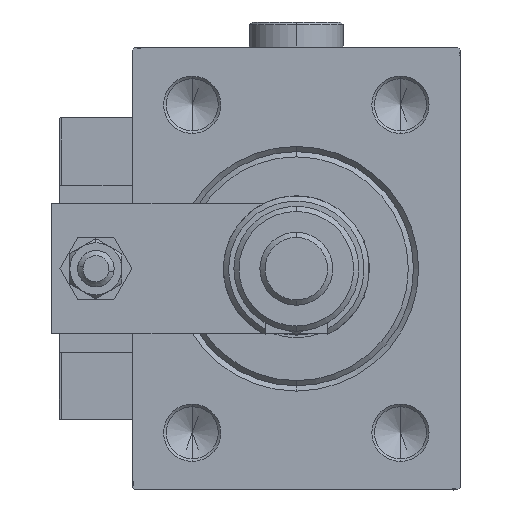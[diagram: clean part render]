
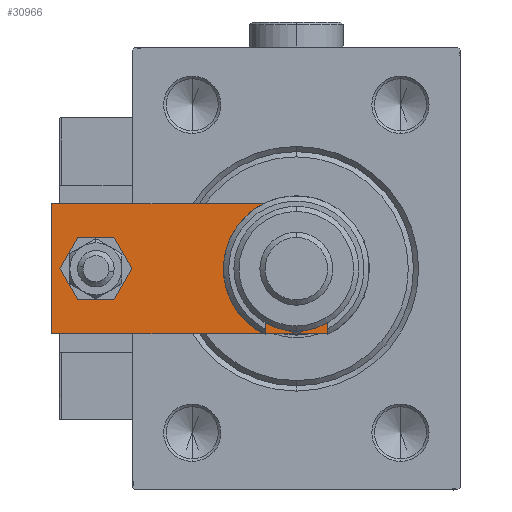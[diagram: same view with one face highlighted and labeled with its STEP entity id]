
A CAD part, left-side view. The second image highlights one B-rep face of the part: STEP entity #30966.
In plain terms, the highlighted face is planar.
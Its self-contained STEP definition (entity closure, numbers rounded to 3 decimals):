
#286 = VERTEX_POINT ( 'NONE', #18899 ) ;
#442 = CARTESIAN_POINT ( 'NONE',  ( -12.5, 60., 6. ) ) ;
#1778 = DIRECTION ( 'NONE',  ( 0., -1., 0. ) ) ;
#2297 = CIRCLE ( 'NONE', #36180, 4. ) ;
#2971 = CIRCLE ( 'NONE', #10097, 4. ) ;
#3734 = CARTESIAN_POINT ( 'NONE',  ( -2.75, -2.75, 6. ) ) ;
#4379 = DIRECTION ( 'NONE',  ( -1., 0., 0. ) ) ;
#4650 = CARTESIAN_POINT ( 'NONE',  ( 12.5, 60., 6. ) ) ;
#4743 = ORIENTED_EDGE ( 'NONE', *, *, #25697, .T. ) ;
#4819 = CARTESIAN_POINT ( 'NONE',  ( -12.5, 7., 6. ) ) ;
#4935 = VERTEX_POINT ( 'NONE', #18961 ) ;
#5112 = DIRECTION ( 'NONE',  ( 0., 0., 1. ) ) ;
#5317 = LINE ( 'NONE', #3734, #26191 ) ;
#5419 = VERTEX_POINT ( 'NONE', #50426 ) ;
#6807 = FACE_OUTER_BOUND ( 'NONE', #18859, .T. ) ;
#8045 = LINE ( 'NONE', #25090, #40712 ) ;
#9575 = VECTOR ( 'NONE', #1778, 1000. ) ;
#10097 = AXIS2_PLACEMENT_3D ( 'NONE', #15504, #35900, #39838 ) ;
#12873 = EDGE_CURVE ( 'NONE', #54417, #15390, #22501, .T. ) ;
#13252 = CARTESIAN_POINT ( 'NONE',  ( 0., 51.5, 6. ) ) ;
#14171 = EDGE_CURVE ( 'NONE', #39096, #29374, #2971, .T. ) ;
#14511 = EDGE_CURVE ( 'NONE', #286, #5419, #42590, .T. ) ;
#15155 = DIRECTION ( 'NONE',  ( 1., 0., 0. ) ) ;
#15390 = VERTEX_POINT ( 'NONE', #442 ) ;
#15453 = DIRECTION ( 'NONE',  ( 0., 0., 1. ) ) ;
#15504 = CARTESIAN_POINT ( 'NONE',  ( 0., 51.5, 6. ) ) ;
#16004 = VERTEX_POINT ( 'NONE', #21197 ) ;
#16006 = FACE_BOUND ( 'NONE', #52183, .T. ) ;
#17842 = ORIENTED_EDGE ( 'NONE', *, *, #40822, .F. ) ;
#18115 = EDGE_CURVE ( 'NONE', #4935, #286, #49217, .T. ) ;
#18859 = EDGE_LOOP ( 'NONE', ( #4743, #30197, #47453, #34333, #37553, #30694 ) ) ;
#18899 = CARTESIAN_POINT ( 'NONE',  ( 5.5, 0., 6. ) ) ;
#18961 = CARTESIAN_POINT ( 'NONE',  ( -5.5, 0., 6. ) ) ;
#19251 = AXIS2_PLACEMENT_3D ( 'NONE', #36621, #45279, #41363 ) ;
#21197 = CARTESIAN_POINT ( 'NONE',  ( -8.25, 13., 6. ) ) ;
#21624 = CARTESIAN_POINT ( 'NONE',  ( 2.75, -2.75, 6. ) ) ;
#21839 = EDGE_CURVE ( 'NONE', #29374, #39096, #2297, .T. ) ;
#22145 = DIRECTION ( 'NONE',  ( 1., 0., 0. ) ) ;
#22501 = LINE ( 'NONE', #4650, #45700 ) ;
#23848 = FACE_BOUND ( 'NONE', #30938, .T. ) ;
#25090 = CARTESIAN_POINT ( 'NONE',  ( 12.5, 0., 6. ) ) ;
#25697 = EDGE_CURVE ( 'NONE', #15390, #51293, #26658, .T. ) ;
#26191 = VECTOR ( 'NONE', #43852, 1000. ) ;
#26336 = CARTESIAN_POINT ( 'NONE',  ( 0., 13., 6. ) ) ;
#26658 = LINE ( 'NONE', #35575, #9575 ) ;
#26910 = ORIENTED_EDGE ( 'NONE', *, *, #21839, .F. ) ;
#26920 = VERTEX_POINT ( 'NONE', #54264 ) ;
#28753 = CARTESIAN_POINT ( 'NONE',  ( 12.5, 60., 6. ) ) ;
#28850 = PLANE ( 'NONE',  #54401 ) ;
#29374 = VERTEX_POINT ( 'NONE', #55172 ) ;
#30197 = ORIENTED_EDGE ( 'NONE', *, *, #41907, .T. ) ;
#30694 = ORIENTED_EDGE ( 'NONE', *, *, #12873, .T. ) ;
#30938 = EDGE_LOOP ( 'NONE', ( #54236, #17842 ) ) ;
#30966 = ADVANCED_FACE ( 'NONE', ( #16006, #6807, #23848 ), #28850, .T. ) ;
#31738 = CIRCLE ( 'NONE', #19251, 8.25 ) ;
#32405 = CARTESIAN_POINT ( 'NONE',  ( -4., 51.5, 6. ) ) ;
#33048 = DIRECTION ( 'NONE',  ( 1., 0., 0. ) ) ;
#33913 = DIRECTION ( 'NONE',  ( 0.707, 0.707, 0. ) ) ;
#34333 = ORIENTED_EDGE ( 'NONE', *, *, #14511, .T. ) ;
#35575 = CARTESIAN_POINT ( 'NONE',  ( -12.5, 60., 6. ) ) ;
#35900 = DIRECTION ( 'NONE',  ( 0., 0., 1. ) ) ;
#36180 = AXIS2_PLACEMENT_3D ( 'NONE', #13252, #51222, #52317 ) ;
#36621 = CARTESIAN_POINT ( 'NONE',  ( 0., 13., 6. ) ) ;
#37518 = CARTESIAN_POINT ( 'NONE',  ( 0., 0., 6. ) ) ;
#37553 = ORIENTED_EDGE ( 'NONE', *, *, #46936, .T. ) ;
#39096 = VERTEX_POINT ( 'NONE', #32405 ) ;
#39838 = DIRECTION ( 'NONE',  ( 1., 0., 0. ) ) ;
#40459 = VECTOR ( 'NONE', #33913, 1000. ) ;
#40712 = VECTOR ( 'NONE', #42129, 1000. ) ;
#40822 = EDGE_CURVE ( 'NONE', #26920, #16004, #43092, .T. ) ;
#41363 = DIRECTION ( 'NONE',  ( 1., 0., 0. ) ) ;
#41907 = EDGE_CURVE ( 'NONE', #51293, #4935, #5317, .T. ) ;
#42129 = DIRECTION ( 'NONE',  ( 0., 1., 0. ) ) ;
#42590 = LINE ( 'NONE', #21624, #40459 ) ;
#43092 = CIRCLE ( 'NONE', #54674, 8.25 ) ;
#43852 = DIRECTION ( 'NONE',  ( 0.707, -0.707, 0. ) ) ;
#45205 = EDGE_CURVE ( 'NONE', #16004, #26920, #31738, .T. ) ;
#45279 = DIRECTION ( 'NONE',  ( 0., 0., 1. ) ) ;
#45700 = VECTOR ( 'NONE', #4379, 1000. ) ;
#45948 = VECTOR ( 'NONE', #15155, 1000. ) ;
#46936 = EDGE_CURVE ( 'NONE', #5419, #54417, #8045, .T. ) ;
#47453 = ORIENTED_EDGE ( 'NONE', *, *, #18115, .T. ) ;
#48308 = ORIENTED_EDGE ( 'NONE', *, *, #14171, .F. ) ;
#49217 = LINE ( 'NONE', #53132, #45948 ) ;
#50426 = CARTESIAN_POINT ( 'NONE',  ( 12.5, 7., 6. ) ) ;
#51222 = DIRECTION ( 'NONE',  ( 0., 0., 1. ) ) ;
#51293 = VERTEX_POINT ( 'NONE', #4819 ) ;
#52183 = EDGE_LOOP ( 'NONE', ( #48308, #26910 ) ) ;
#52317 = DIRECTION ( 'NONE',  ( 1., 0., 0. ) ) ;
#53132 = CARTESIAN_POINT ( 'NONE',  ( -12.5, 0., 6. ) ) ;
#54236 = ORIENTED_EDGE ( 'NONE', *, *, #45205, .F. ) ;
#54264 = CARTESIAN_POINT ( 'NONE',  ( 8.25, 13., 6. ) ) ;
#54401 = AXIS2_PLACEMENT_3D ( 'NONE', #37518, #15453, #33048 ) ;
#54417 = VERTEX_POINT ( 'NONE', #28753 ) ;
#54674 = AXIS2_PLACEMENT_3D ( 'NONE', #26336, #5112, #22145 ) ;
#55172 = CARTESIAN_POINT ( 'NONE',  ( 4., 51.5, 6. ) ) ;
